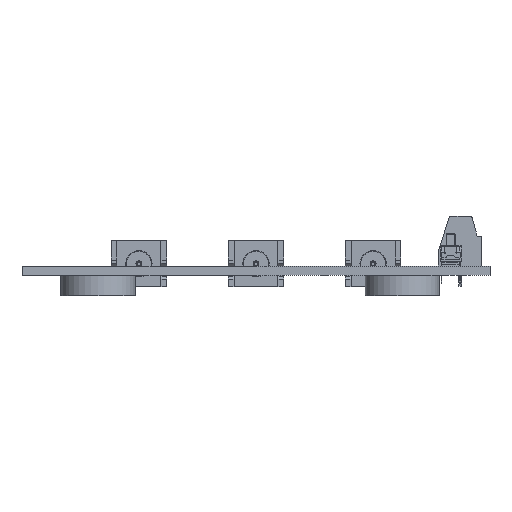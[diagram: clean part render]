
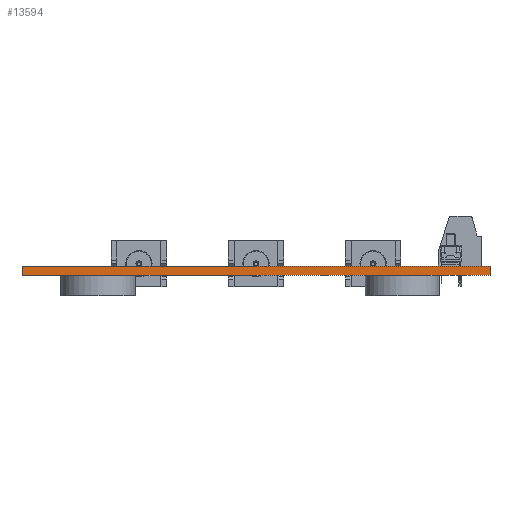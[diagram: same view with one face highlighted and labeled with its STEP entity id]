
A CAD part, left-side view. The second image highlights one B-rep face of the part: STEP entity #13594.
In plain terms, the highlighted planar face has unit normal (-1, 0, 0).
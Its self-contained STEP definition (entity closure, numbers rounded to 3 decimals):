
#2718 = VERTEX_POINT ( 'NONE', #9042 ) ;
#2954 = DIRECTION ( 'NONE',  ( -1., 0., 0. ) ) ;
#4362 = DIRECTION ( 'NONE',  ( 0., 0., 1. ) ) ;
#5040 = CARTESIAN_POINT ( 'NONE',  ( 0.026, 0.026, -1.58 ) ) ;
#5408 = DIRECTION ( 'NONE',  ( 0., 0., 1. ) ) ;
#5491 = EDGE_CURVE ( 'NONE', #8964, #43046, #11789, .T. ) ;
#5499 = ORIENTED_EDGE ( 'NONE', *, *, #29196, .T. ) ;
#8964 = VERTEX_POINT ( 'NONE', #23528 ) ;
#9042 = CARTESIAN_POINT ( 'NONE',  ( 0.026, 79.974, -1.58 ) ) ;
#9892 = CARTESIAN_POINT ( 'NONE',  ( 0.026, 0.026, 0. ) ) ;
#11789 = LINE ( 'NONE', #64641, #38603 ) ;
#13594 = ADVANCED_FACE ( 'NONE', ( #57508 ), #37699, .T. ) ;
#15830 = DIRECTION ( 'NONE',  ( 0., 0., 1. ) ) ;
#20171 = ORIENTED_EDGE ( 'NONE', *, *, #34320, .F. ) ;
#23528 = CARTESIAN_POINT ( 'NONE',  ( 0.026, 0.026, -1.58 ) ) ;
#25585 = LINE ( 'NONE', #30486, #37452 ) ;
#29196 = EDGE_CURVE ( 'NONE', #43046, #64455, #40247, .T. ) ;
#30486 = CARTESIAN_POINT ( 'NONE',  ( 0.026, 79.974, -1.58 ) ) ;
#32510 = LINE ( 'NONE', #64427, #57758 ) ;
#34320 = EDGE_CURVE ( 'NONE', #2718, #64455, #25585, .T. ) ;
#34495 = DIRECTION ( 'NONE',  ( 0., 1., 0. ) ) ;
#37452 = VECTOR ( 'NONE', #5408, 1000. ) ;
#37699 = PLANE ( 'NONE',  #54977 ) ;
#38603 = VECTOR ( 'NONE', #4362, 1000. ) ;
#40247 = LINE ( 'NONE', #9892, #52027 ) ;
#42525 = EDGE_LOOP ( 'NONE', ( #53623, #5499, #20171, #57372 ) ) ;
#43046 = VERTEX_POINT ( 'NONE', #61180 ) ;
#47709 = EDGE_CURVE ( 'NONE', #8964, #2718, #32510, .T. ) ;
#52027 = VECTOR ( 'NONE', #60251, 1000. ) ;
#53623 = ORIENTED_EDGE ( 'NONE', *, *, #5491, .T. ) ;
#54977 = AXIS2_PLACEMENT_3D ( 'NONE', #5040, #2954, #15830 ) ;
#57372 = ORIENTED_EDGE ( 'NONE', *, *, #47709, .F. ) ;
#57508 = FACE_OUTER_BOUND ( 'NONE', #42525, .T. ) ;
#57758 = VECTOR ( 'NONE', #34495, 1000. ) ;
#60251 = DIRECTION ( 'NONE',  ( 0., 1., 0. ) ) ;
#60517 = CARTESIAN_POINT ( 'NONE',  ( 0.026, 79.974, 0. ) ) ;
#61180 = CARTESIAN_POINT ( 'NONE',  ( 0.026, 0.026, 0. ) ) ;
#64427 = CARTESIAN_POINT ( 'NONE',  ( 0.026, 0.026, -1.58 ) ) ;
#64455 = VERTEX_POINT ( 'NONE', #60517 ) ;
#64641 = CARTESIAN_POINT ( 'NONE',  ( 0.026, 0.026, -1.58 ) ) ;
